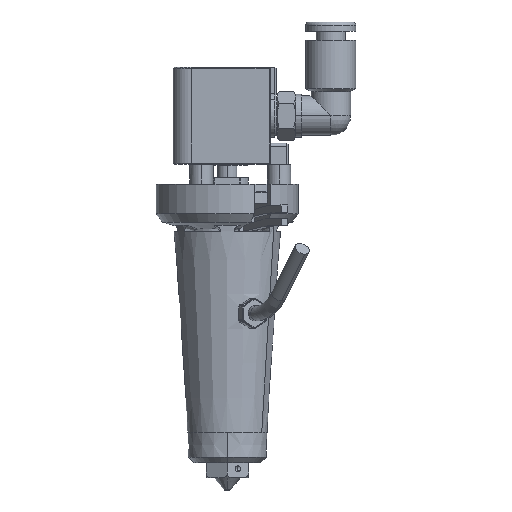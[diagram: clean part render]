
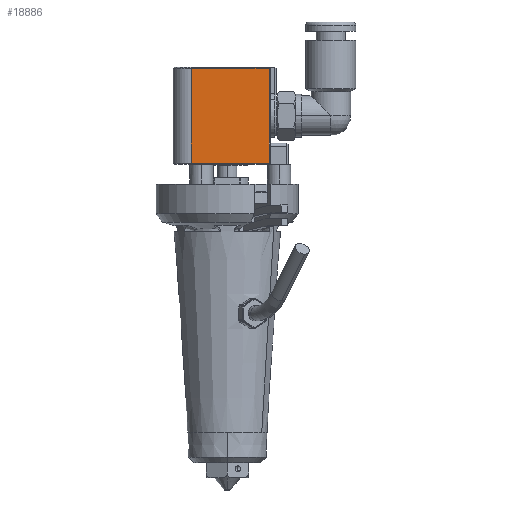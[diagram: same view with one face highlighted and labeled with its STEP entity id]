
A CAD part, left-side view. The second image highlights one B-rep face of the part: STEP entity #18886.
In plain terms, the highlighted planar face has unit normal (-1, 0, 0).
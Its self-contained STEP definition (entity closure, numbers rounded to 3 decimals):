
#362 = CARTESIAN_POINT ( 'NONE',  ( -10., -6.875, 41.2 ) ) ;
#831 = DIRECTION ( 'NONE',  ( 0., 1., 0. ) ) ;
#1006 = VECTOR ( 'NONE', #17033, 1000. ) ;
#1062 = EDGE_CURVE ( 'NONE', #21956, #4666, #11946, .T. ) ;
#1335 = DIRECTION ( 'NONE',  ( 0., -1., 0. ) ) ;
#1551 = CARTESIAN_POINT ( 'NONE',  ( -10., 5.925, 56.8 ) ) ;
#3044 = ORIENTED_EDGE ( 'NONE', *, *, #13275, .F. ) ;
#3259 = EDGE_CURVE ( 'NONE', #13659, #4666, #20876, .T. ) ;
#3475 = VECTOR ( 'NONE', #3620, 1000. ) ;
#3620 = DIRECTION ( 'NONE',  ( 0., 0., 1. ) ) ;
#4666 = VERTEX_POINT ( 'NONE', #6665 ) ;
#4874 = CARTESIAN_POINT ( 'NONE',  ( -10., -2.954, 56.8 ) ) ;
#4995 = ORIENTED_EDGE ( 'NONE', *, *, #3259, .T. ) ;
#6353 = ORIENTED_EDGE ( 'NONE', *, *, #1062, .F. ) ;
#6665 = CARTESIAN_POINT ( 'NONE',  ( -10., -6.875, 56.8 ) ) ;
#6723 = CARTESIAN_POINT ( 'NONE',  ( -10., 5.925, 55. ) ) ;
#6880 = DIRECTION ( 'NONE',  ( 0., 0., 1. ) ) ;
#6898 = VECTOR ( 'NONE', #831, 1000. ) ;
#7718 = EDGE_LOOP ( 'NONE', ( #8978, #4995, #6353, #3044 ) ) ;
#7766 = VERTEX_POINT ( 'NONE', #21967 ) ;
#8621 = CARTESIAN_POINT ( 'NONE',  ( -10., -6.875, 55. ) ) ;
#8978 = ORIENTED_EDGE ( 'NONE', *, *, #16172, .F. ) ;
#10183 = DIRECTION ( 'NONE',  ( -1., 0., 0. ) ) ;
#11550 = CARTESIAN_POINT ( 'NONE',  ( -10., -2.954, 41.2 ) ) ;
#11946 = LINE ( 'NONE', #4874, #16393 ) ;
#12231 = PLANE ( 'NONE',  #13809 ) ;
#13275 = EDGE_CURVE ( 'NONE', #7766, #21956, #17147, .T. ) ;
#13659 = VERTEX_POINT ( 'NONE', #362 ) ;
#13809 = AXIS2_PLACEMENT_3D ( 'NONE', #15472, #10183, #6880 ) ;
#15472 = CARTESIAN_POINT ( 'NONE',  ( -10., -4.832, 55. ) ) ;
#16001 = FACE_OUTER_BOUND ( 'NONE', #7718, .T. ) ;
#16172 = EDGE_CURVE ( 'NONE', #13659, #7766, #16386, .T. ) ;
#16386 = LINE ( 'NONE', #11550, #6898 ) ;
#16393 = VECTOR ( 'NONE', #1335, 1000. ) ;
#17033 = DIRECTION ( 'NONE',  ( 0., 0., 1. ) ) ;
#17147 = LINE ( 'NONE', #6723, #1006 ) ;
#18886 = ADVANCED_FACE ( 'NONE', ( #16001 ), #12231, .T. ) ;
#20876 = LINE ( 'NONE', #8621, #3475 ) ;
#21956 = VERTEX_POINT ( 'NONE', #1551 ) ;
#21967 = CARTESIAN_POINT ( 'NONE',  ( -10., 5.925, 41.2 ) ) ;
